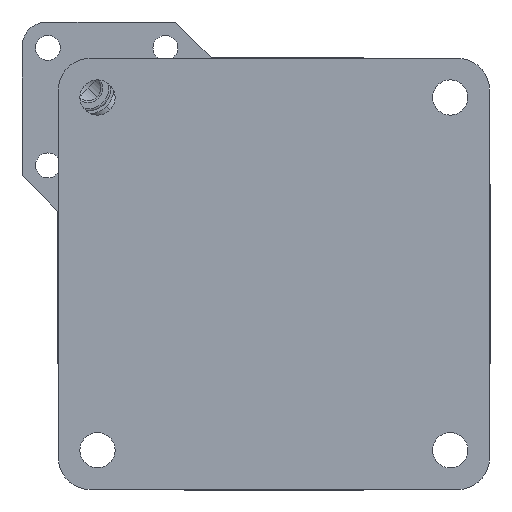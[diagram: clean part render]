
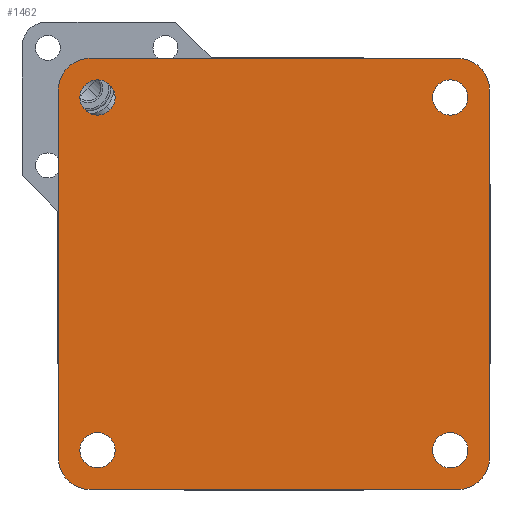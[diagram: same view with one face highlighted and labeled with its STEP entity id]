
A CAD part, front view. The second image highlights one B-rep face of the part: STEP entity #1462.
In plain terms, the highlighted planar face has unit normal (0, -1, 0).
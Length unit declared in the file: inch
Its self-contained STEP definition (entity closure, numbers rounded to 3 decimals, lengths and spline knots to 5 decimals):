
#21 = EDGE_LOOP ( 'NONE', ( #4027, #333 ) ) ;
#35 = CIRCLE ( 'NONE', #872, 0.32 ) ;
#277 = EDGE_CURVE ( 'NONE', #2314, #4182, #2884, .T. ) ;
#286 = EDGE_LOOP ( 'NONE', ( #1009, #2812 ) ) ;
#290 = ORIENTED_EDGE ( 'NONE', *, *, #553, .T. ) ;
#322 = CARTESIAN_POINT ( 'NONE',  ( 1.84535, -6.49929, 1.84535 ) ) ;
#333 = ORIENTED_EDGE ( 'NONE', *, *, #277, .T. ) ;
#362 = VERTEX_POINT ( 'NONE', #490 ) ;
#380 = ORIENTED_EDGE ( 'NONE', *, *, #3326, .F. ) ;
#384 = ORIENTED_EDGE ( 'NONE', *, *, #2747, .F. ) ;
#395 = DIRECTION ( 'NONE',  ( 0., -1., 0. ) ) ;
#433 = EDGE_LOOP ( 'NONE', ( #1333, #2895 ) ) ;
#447 = VERTEX_POINT ( 'NONE', #1803 ) ;
#482 = DIRECTION ( 'NONE',  ( 0., 1., 0. ) ) ;
#490 = CARTESIAN_POINT ( 'NONE',  ( -1.84535, -6.49929, 2.16535 ) ) ;
#547 = EDGE_CURVE ( 'NONE', #362, #2014, #2770, .T. ) ;
#553 = EDGE_CURVE ( 'NONE', #3388, #1792, #1785, .T. ) ;
#567 = CARTESIAN_POINT ( 'NONE',  ( -1.77165, -6.49929, -1.77165 ) ) ;
#572 = CARTESIAN_POINT ( 'NONE',  ( -2.16535, -6.49929, -2.16535 ) ) ;
#595 = LINE ( 'NONE', #643, #3947 ) ;
#600 = DIRECTION ( 'NONE',  ( 0., -1., 0. ) ) ;
#607 = AXIS2_PLACEMENT_3D ( 'NONE', #1190, #3529, #1528 ) ;
#643 = CARTESIAN_POINT ( 'NONE',  ( 2.16535, -6.49929, 2.16535 ) ) ;
#677 = EDGE_CURVE ( 'NONE', #4342, #3794, #3933, .T. ) ;
#683 = DIRECTION ( 'NONE',  ( 0., -1., 0. ) ) ;
#776 = FACE_OUTER_BOUND ( 'NONE', #854, .T. ) ;
#854 = EDGE_LOOP ( 'NONE', ( #2397, #2704, #384, #1048, #380, #1847, #1157, #3877 ) ) ;
#872 = AXIS2_PLACEMENT_3D ( 'NONE', #2695, #683, #3010 ) ;
#907 = CARTESIAN_POINT ( 'NONE',  ( -1.84535, -6.49929, 1.84535 ) ) ;
#924 = CARTESIAN_POINT ( 'NONE',  ( 2.16535, -6.49929, -1.84535 ) ) ;
#928 = VECTOR ( 'NONE', #931, 39.37008 ) ;
#931 = DIRECTION ( 'NONE',  ( -1., 0., 0. ) ) ;
#988 = DIRECTION ( 'NONE',  ( 0., 0., -1. ) ) ;
#1009 = ORIENTED_EDGE ( 'NONE', *, *, #677, .T. ) ;
#1018 = CARTESIAN_POINT ( 'NONE',  ( -2.16535, -6.49929, 1.84535 ) ) ;
#1048 = ORIENTED_EDGE ( 'NONE', *, *, #3244, .T. ) ;
#1072 = VERTEX_POINT ( 'NONE', #2780 ) ;
#1112 = AXIS2_PLACEMENT_3D ( 'NONE', #2493, #482, #2831 ) ;
#1157 = ORIENTED_EDGE ( 'NONE', *, *, #3217, .F. ) ;
#1190 = CARTESIAN_POINT ( 'NONE',  ( 1.77165, -6.49929, 1.77165 ) ) ;
#1209 = VERTEX_POINT ( 'NONE', #3364 ) ;
#1221 = DIRECTION ( 'NONE',  ( 0., 0., -1. ) ) ;
#1269 = CARTESIAN_POINT ( 'NONE',  ( -2.16535, -6.49929, 2.16535 ) ) ;
#1333 = ORIENTED_EDGE ( 'NONE', *, *, #1495, .T. ) ;
#1346 = CARTESIAN_POINT ( 'NONE',  ( 1.77165, -6.49929, -1.77165 ) ) ;
#1351 = VERTEX_POINT ( 'NONE', #2438 ) ;
#1422 = EDGE_CURVE ( 'NONE', #3527, #1209, #1980, .T. ) ;
#1462 = ADVANCED_FACE ( 'NONE', ( #1775, #1672, #776, #4252, #2566 ), #1782, .T. ) ;
#1491 = CARTESIAN_POINT ( 'NONE',  ( 2.16535, -6.49929, 1.84535 ) ) ;
#1495 = EDGE_CURVE ( 'NONE', #1351, #447, #2345, .T. ) ;
#1500 = CARTESIAN_POINT ( 'NONE',  ( 1.77165, -6.49929, 1.94882 ) ) ;
#1528 = DIRECTION ( 'NONE',  ( 0., 0., 1. ) ) ;
#1555 = DIRECTION ( 'NONE',  ( 0., 1., 0. ) ) ;
#1605 = CIRCLE ( 'NONE', #2051, 0.17717 ) ;
#1607 = CARTESIAN_POINT ( 'NONE',  ( 0., -6.49929, 0. ) ) ;
#1612 = DIRECTION ( 'NONE',  ( 0., -1., 0. ) ) ;
#1672 = FACE_BOUND ( 'NONE', #21, .T. ) ;
#1684 = DIRECTION ( 'NONE',  ( 0., 0., 1. ) ) ;
#1730 = CARTESIAN_POINT ( 'NONE',  ( -1.77165, -6.49929, -1.77165 ) ) ;
#1775 = FACE_BOUND ( 'NONE', #433, .T. ) ;
#1782 = PLANE ( 'NONE',  #2724 ) ;
#1785 = CIRCLE ( 'NONE', #2180, 0.17717 ) ;
#1786 = AXIS2_PLACEMENT_3D ( 'NONE', #1730, #4063, #2058 ) ;
#1792 = VERTEX_POINT ( 'NONE', #3551 ) ;
#1797 = VECTOR ( 'NONE', #3236, 39.37008 ) ;
#1803 = CARTESIAN_POINT ( 'NONE',  ( 1.77165, -6.49929, -1.59449 ) ) ;
#1806 = CARTESIAN_POINT ( 'NONE',  ( 1.84535, -6.49929, -2.16535 ) ) ;
#1840 = AXIS2_PLACEMENT_3D ( 'NONE', #322, #395, #2079 ) ;
#1847 = ORIENTED_EDGE ( 'NONE', *, *, #1422, .T. ) ;
#1921 = CARTESIAN_POINT ( 'NONE',  ( 1.77165, -6.49929, -1.77165 ) ) ;
#1980 = CIRCLE ( 'NONE', #1840, 0.32 ) ;
#2010 = AXIS2_PLACEMENT_3D ( 'NONE', #3889, #1555, #3550 ) ;
#2014 = VERTEX_POINT ( 'NONE', #1018 ) ;
#2028 = AXIS2_PLACEMENT_3D ( 'NONE', #4242, #3898, #2564 ) ;
#2051 = AXIS2_PLACEMENT_3D ( 'NONE', #1346, #3679, #1684 ) ;
#2058 = DIRECTION ( 'NONE',  ( 0., 0., 1. ) ) ;
#2079 = DIRECTION ( 'NONE',  ( 0., 0., -1. ) ) ;
#2180 = AXIS2_PLACEMENT_3D ( 'NONE', #567, #3545, #2551 ) ;
#2239 = DIRECTION ( 'NONE',  ( 0., -1., 0. ) ) ;
#2314 = VERTEX_POINT ( 'NONE', #2540 ) ;
#2345 = CIRCLE ( 'NONE', #3632, 0.17717 ) ;
#2348 = CARTESIAN_POINT ( 'NONE',  ( -1.84535, -6.49929, -2.16535 ) ) ;
#2384 = EDGE_CURVE ( 'NONE', #1792, #3388, #3039, .T. ) ;
#2394 = AXIS2_PLACEMENT_3D ( 'NONE', #907, #2239, #2899 ) ;
#2397 = ORIENTED_EDGE ( 'NONE', *, *, #3945, .F. ) ;
#2438 = CARTESIAN_POINT ( 'NONE',  ( 1.77165, -6.49929, -1.94882 ) ) ;
#2493 = CARTESIAN_POINT ( 'NONE',  ( -1.77165, -6.49929, 1.77165 ) ) ;
#2540 = CARTESIAN_POINT ( 'NONE',  ( -1.77165, -6.49929, 1.94882 ) ) ;
#2551 = DIRECTION ( 'NONE',  ( 0., 0., 1. ) ) ;
#2564 = DIRECTION ( 'NONE',  ( 0., 0., 1. ) ) ;
#2566 = FACE_BOUND ( 'NONE', #4308, .T. ) ;
#2593 = CIRCLE ( 'NONE', #3519, 0.32 ) ;
#2688 = LINE ( 'NONE', #4240, #1797 ) ;
#2695 = CARTESIAN_POINT ( 'NONE',  ( -1.84535, -6.49929, -1.84535 ) ) ;
#2703 = CARTESIAN_POINT ( 'NONE',  ( 1.77165, -6.49929, 1.59449 ) ) ;
#2704 = ORIENTED_EDGE ( 'NONE', *, *, #4263, .T. ) ;
#2722 = VECTOR ( 'NONE', #3284, 39.37008 ) ;
#2724 = AXIS2_PLACEMENT_3D ( 'NONE', #1607, #600, #1221 ) ;
#2726 = CIRCLE ( 'NONE', #1112, 0.17717 ) ;
#2727 = CARTESIAN_POINT ( 'NONE',  ( -1.77165, -6.49929, 1.59449 ) ) ;
#2747 = EDGE_CURVE ( 'NONE', #3738, #4129, #3470, .T. ) ;
#2770 = CIRCLE ( 'NONE', #2394, 0.32 ) ;
#2780 = CARTESIAN_POINT ( 'NONE',  ( -2.16535, -6.49929, -1.84535 ) ) ;
#2812 = ORIENTED_EDGE ( 'NONE', *, *, #3109, .T. ) ;
#2831 = DIRECTION ( 'NONE',  ( 0., 0., 1. ) ) ;
#2836 = LINE ( 'NONE', #1269, #2722 ) ;
#2884 = CIRCLE ( 'NONE', #2028, 0.17717 ) ;
#2895 = ORIENTED_EDGE ( 'NONE', *, *, #4104, .T. ) ;
#2899 = DIRECTION ( 'NONE',  ( 0., 0., -1. ) ) ;
#2992 = CARTESIAN_POINT ( 'NONE',  ( -1.77165, -6.49929, -1.94882 ) ) ;
#3010 = DIRECTION ( 'NONE',  ( 0., 0., -1. ) ) ;
#3039 = CIRCLE ( 'NONE', #1786, 0.17717 ) ;
#3109 = EDGE_CURVE ( 'NONE', #3794, #4342, #3896, .T. ) ;
#3217 = EDGE_CURVE ( 'NONE', #362, #1209, #2688, .T. ) ;
#3236 = DIRECTION ( 'NONE',  ( 1., 0., 0. ) ) ;
#3238 = VERTEX_POINT ( 'NONE', #924 ) ;
#3244 = EDGE_CURVE ( 'NONE', #3738, #3238, #2593, .T. ) ;
#3284 = DIRECTION ( 'NONE',  ( 0., 0., 1. ) ) ;
#3326 = EDGE_CURVE ( 'NONE', #3527, #3238, #595, .T. ) ;
#3364 = CARTESIAN_POINT ( 'NONE',  ( 1.84535, -6.49929, 2.16535 ) ) ;
#3388 = VERTEX_POINT ( 'NONE', #2992 ) ;
#3470 = LINE ( 'NONE', #572, #928 ) ;
#3519 = AXIS2_PLACEMENT_3D ( 'NONE', #3599, #1612, #3934 ) ;
#3527 = VERTEX_POINT ( 'NONE', #1491 ) ;
#3529 = DIRECTION ( 'NONE',  ( 0., 1., 0. ) ) ;
#3531 = EDGE_CURVE ( 'NONE', #4182, #2314, #2726, .T. ) ;
#3543 = DIRECTION ( 'NONE',  ( 0., 0., 1. ) ) ;
#3545 = DIRECTION ( 'NONE',  ( 0., 1., 0. ) ) ;
#3550 = DIRECTION ( 'NONE',  ( 0., 0., 1. ) ) ;
#3551 = CARTESIAN_POINT ( 'NONE',  ( -1.77165, -6.49929, -1.59449 ) ) ;
#3599 = CARTESIAN_POINT ( 'NONE',  ( 1.84535, -6.49929, -1.84535 ) ) ;
#3632 = AXIS2_PLACEMENT_3D ( 'NONE', #1921, #3916, #3543 ) ;
#3679 = DIRECTION ( 'NONE',  ( 0., 1., 0. ) ) ;
#3738 = VERTEX_POINT ( 'NONE', #1806 ) ;
#3794 = VERTEX_POINT ( 'NONE', #1500 ) ;
#3877 = ORIENTED_EDGE ( 'NONE', *, *, #547, .T. ) ;
#3889 = CARTESIAN_POINT ( 'NONE',  ( 1.77165, -6.49929, 1.77165 ) ) ;
#3896 = CIRCLE ( 'NONE', #607, 0.17717 ) ;
#3898 = DIRECTION ( 'NONE',  ( 0., 1., 0. ) ) ;
#3916 = DIRECTION ( 'NONE',  ( 0., 1., 0. ) ) ;
#3933 = CIRCLE ( 'NONE', #2010, 0.17717 ) ;
#3934 = DIRECTION ( 'NONE',  ( 0., 0., -1. ) ) ;
#3945 = EDGE_CURVE ( 'NONE', #1072, #2014, #2836, .T. ) ;
#3947 = VECTOR ( 'NONE', #988, 39.37008 ) ;
#4027 = ORIENTED_EDGE ( 'NONE', *, *, #3531, .T. ) ;
#4061 = ORIENTED_EDGE ( 'NONE', *, *, #2384, .T. ) ;
#4063 = DIRECTION ( 'NONE',  ( 0., 1., 0. ) ) ;
#4104 = EDGE_CURVE ( 'NONE', #447, #1351, #1605, .T. ) ;
#4129 = VERTEX_POINT ( 'NONE', #2348 ) ;
#4182 = VERTEX_POINT ( 'NONE', #2727 ) ;
#4240 = CARTESIAN_POINT ( 'NONE',  ( -2.16535, -6.49929, 2.16535 ) ) ;
#4242 = CARTESIAN_POINT ( 'NONE',  ( -1.77165, -6.49929, 1.77165 ) ) ;
#4252 = FACE_BOUND ( 'NONE', #286, .T. ) ;
#4263 = EDGE_CURVE ( 'NONE', #1072, #4129, #35, .T. ) ;
#4308 = EDGE_LOOP ( 'NONE', ( #290, #4061 ) ) ;
#4342 = VERTEX_POINT ( 'NONE', #2703 ) ;
